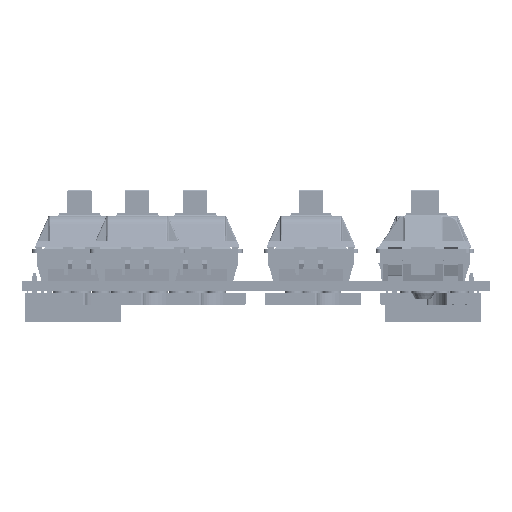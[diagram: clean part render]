
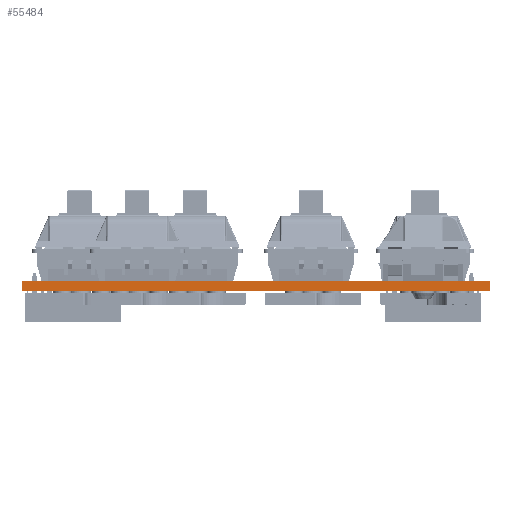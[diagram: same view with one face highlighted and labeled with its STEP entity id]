
A CAD part, front view. The second image highlights one B-rep face of the part: STEP entity #55484.
In plain terms, the highlighted planar face has unit normal (0, -1, 0).
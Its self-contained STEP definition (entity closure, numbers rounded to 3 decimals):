
#5 = EDGE_CURVE ( 'NONE', #9423, #53433, #22292, .T. ) ;
#1514 = CARTESIAN_POINT ( 'NONE',  ( 112., -177.5, 1.6 ) ) ;
#2964 = LINE ( 'NONE', #1514, #38845 ) ;
#4935 = VECTOR ( 'NONE', #52076, 1000. ) ;
#5447 = EDGE_LOOP ( 'NONE', ( #24791, #43070, #22333, #44092 ) ) ;
#5939 = VECTOR ( 'NONE', #26594, 1000. ) ;
#7807 = CARTESIAN_POINT ( 'NONE',  ( 73.5, -177.5, 0. ) ) ;
#9360 = CARTESIAN_POINT ( 'NONE',  ( 150.5, -177.5, 0. ) ) ;
#9423 = VERTEX_POINT ( 'NONE', #51085 ) ;
#9832 = CARTESIAN_POINT ( 'NONE',  ( 73.5, -177.5, 0. ) ) ;
#10500 = VERTEX_POINT ( 'NONE', #9832 ) ;
#12270 = AXIS2_PLACEMENT_3D ( 'NONE', #60163, #32292, #17620 ) ;
#13125 = PLANE ( 'NONE',  #12270 ) ;
#17620 = DIRECTION ( 'NONE',  ( 0., 0., 1. ) ) ;
#22292 = LINE ( 'NONE', #9360, #34709 ) ;
#22333 = ORIENTED_EDGE ( 'NONE', *, *, #53797, .F. ) ;
#23255 = VERTEX_POINT ( 'NONE', #48884 ) ;
#24791 = ORIENTED_EDGE ( 'NONE', *, *, #5, .T. ) ;
#26594 = DIRECTION ( 'NONE',  ( 1., 0., 0. ) ) ;
#28354 = LINE ( 'NONE', #41812, #4935 ) ;
#28368 = CARTESIAN_POINT ( 'NONE',  ( 150.5, -177.5, 1.6 ) ) ;
#32292 = DIRECTION ( 'NONE',  ( 0., 1., 0. ) ) ;
#34709 = VECTOR ( 'NONE', #37555, 1000. ) ;
#37555 = DIRECTION ( 'NONE',  ( 0., 0., 1. ) ) ;
#38845 = VECTOR ( 'NONE', #44677, 1000. ) ;
#39030 = FACE_OUTER_BOUND ( 'NONE', #5447, .T. ) ;
#41812 = CARTESIAN_POINT ( 'NONE',  ( 73.5, -177.5, 0. ) ) ;
#42939 = EDGE_CURVE ( 'NONE', #23255, #53433, #2964, .T. ) ;
#43070 = ORIENTED_EDGE ( 'NONE', *, *, #42939, .F. ) ;
#44092 = ORIENTED_EDGE ( 'NONE', *, *, #48355, .T. ) ;
#44677 = DIRECTION ( 'NONE',  ( 1., 0., 0. ) ) ;
#48355 = EDGE_CURVE ( 'NONE', #10500, #9423, #57178, .T. ) ;
#48884 = CARTESIAN_POINT ( 'NONE',  ( 73.5, -177.5, 1.6 ) ) ;
#51085 = CARTESIAN_POINT ( 'NONE',  ( 150.5, -177.5, 0. ) ) ;
#52076 = DIRECTION ( 'NONE',  ( 0., 0., 1. ) ) ;
#53433 = VERTEX_POINT ( 'NONE', #28368 ) ;
#53797 = EDGE_CURVE ( 'NONE', #10500, #23255, #28354, .T. ) ;
#55484 = ADVANCED_FACE ( 'NONE', ( #39030 ), #13125, .F. ) ;
#57178 = LINE ( 'NONE', #7807, #5939 ) ;
#60163 = CARTESIAN_POINT ( 'NONE',  ( 73.5, -177.5, 0. ) ) ;
